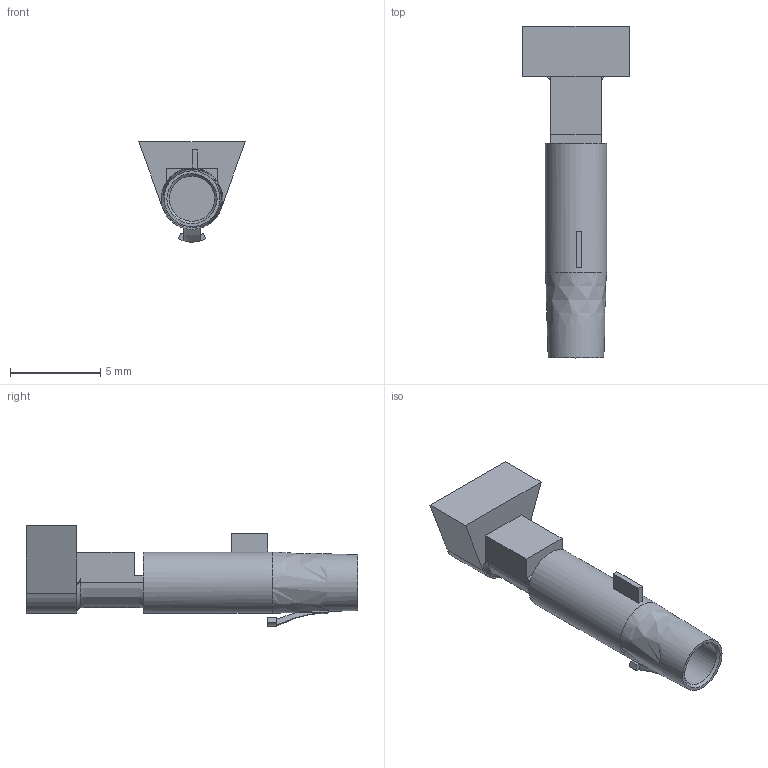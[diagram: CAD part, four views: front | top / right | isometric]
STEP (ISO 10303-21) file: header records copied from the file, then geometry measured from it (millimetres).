
FILE_DESCRIPTION(/* description */ (''),/* implementation_level */ '2;1');
FILE_NAME(/* name */ 'n 02 025 0001 x_c3d.stp',/* time_stamp */ '2018-08-22T09:31:14+02:00',/* author */ (''),/* organization */ (''),/* preprocessor_version */ 'ST-DEVELOPER v16',/* originating_system */ 'SIEMENS PLM Software NX 11.0',/* authorisation */ '');
FILE_SCHEMA (('AUTOMOTIVE_DESIGN { 1 0 10303 214 3 1 1 1 }'));
Length unit declared in the file: millimetre
Products named in the file (1): n 02 025 0001nxm001-02
Bounding box: 5.91 x 18.4 x 5.56 mm (x, y, z)
Volume: 161.7 mm3; surface area: 311 mm2
Topology: 1 solids, 1 shells, 49 faces, 127 edges, 85 vertices
Faces by surface type: plane 23, extrusion 10, bspline 7, cylinder 6, revolution 3
Full cylindrical faces by diameter (mm): 3.4 x1
Entity records: 2430 total; most frequent: CARTESIAN_POINT 1165, ORIENTED_EDGE 242, DIRECTION 153, EDGE_CURVE 121, VERTEX_POINT 83, VECTOR 64, B_SPLINE_CURVE_WITH_KNOTS 61, EDGE_LOOP 58
